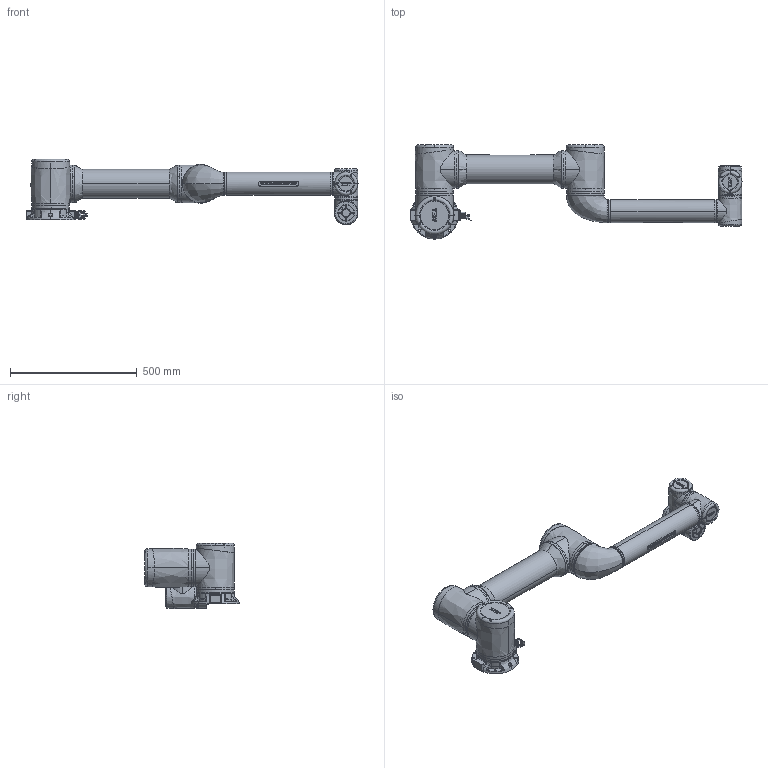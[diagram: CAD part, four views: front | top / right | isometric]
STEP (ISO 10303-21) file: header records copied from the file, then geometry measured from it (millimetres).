
FILE_DESCRIPTION (( 'STEP AP214' ), '1' );
FILE_NAME ('Zu 12 210907.STEP', '2021-09-07T05:00:04', ( 'Jiaxin' ), ( '' ), 'SwSTEP 2.0', 'SolidWorks 2016', '' );
FILE_SCHEMA (( 'AUTOMOTIVE_DESIGN' ));
Length unit declared in the file: millimetre
Products named in the file (8): Zu 12 06_默认; Zu 12 05_默认; Zu 12 04_默认; Zu 12 03_默认; Zu 12 02_默认; Zu 12 01_默认; Zu 12 00_默认; Zu 12 210907
Assembly tree (7 placements, depth 2):
  Zu 12 210907
    Zu 12 00_默认
    Zu 12 01_默认
    Zu 12 02_默认
    Zu 12 03_默认
    Zu 12 04_默认
    Zu 12 05_默认
    Zu 12 06_默认
Bounding box: 1310.68 x 372.15 x 257.91 mm (x, y, z)
Volume: 23317840.4 mm3; surface area: 1211307.4 mm2
Topology: 14 solids, 17 shells, 1732 faces, 4550 edges, 2942 vertices
Faces by surface type: plane 900, cylinder 424, bspline 304, torus 92, cone 11, sphere 1
Entity records: 81150 total; most frequent: CARTESIAN_POINT 36535, ORIENTED_EDGE 8890, DIRECTION 7618, EDGE_CURVE 4540, VERTEX_POINT 2942, LINE 2704, VECTOR 2704, AXIS2_PLACEMENT_3D 2457
